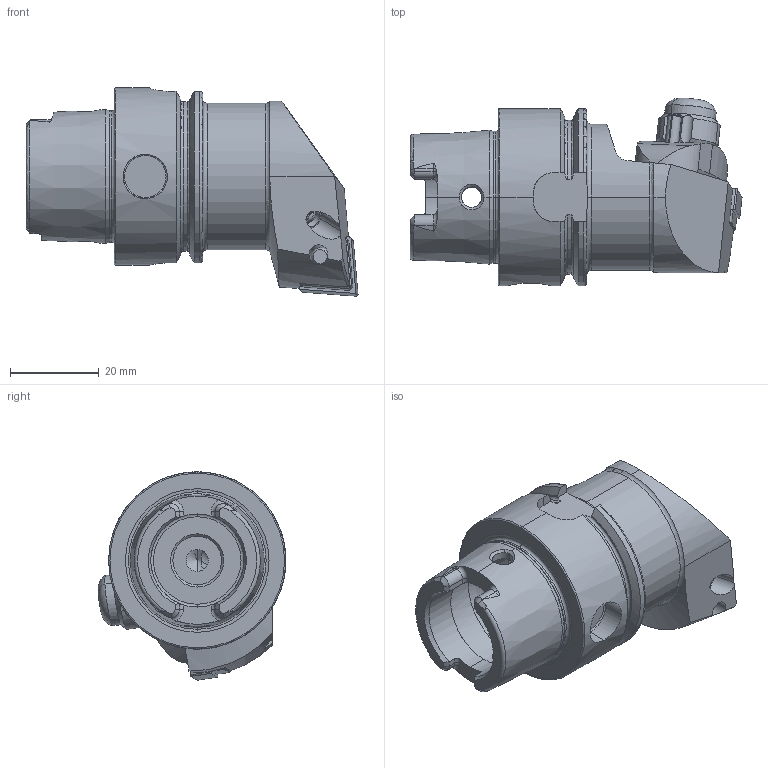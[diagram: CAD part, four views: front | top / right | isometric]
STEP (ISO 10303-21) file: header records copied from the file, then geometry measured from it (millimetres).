
FILE_DESCRIPTION (( 'STEP AP203' ), '1' );
FILE_NAME ('HA4.KCD.RLA.055.STEP', '2018-02-12T15:44:05', ( 'SWIAdmin' ), ( 'Hewlett-Packard Company' ), 'SwSTEP 2.0', 'SolidWorks 2017', '' );
FILE_SCHEMA (( 'CONFIG_CONTROL_DESIGN' ));
Length unit declared in the file: millimetre
Products named in the file (11): CNMG120404; WCC-ER3.102.024_C; WCC-ER4.103.032_A; WCC-ER5.102.005_A; WCC-ER5.102.012_B; KVT_MB_600_050; HA4-KCD.RLA.055_B_Fertigbearbeitung; WCD-ER2.101.003_A; ISO 13337 - 3 x 12_PreviewCfg; WCC-ER2.001.010_A; HA4.KCD.RLA.055
Assembly tree (10 placements, depth 2):
  HA4.KCD.RLA.055
    HA4-KCD.RLA.055_B_Fertigbearbeitung
    WCD-ER2.101.003_A
    WCC-ER2.001.010_A
    CNMG120404
    WCC-ER3.102.024_C
    WCC-ER4.103.032_A
    WCC-ER5.102.005_A
    WCC-ER5.102.012_B
    KVT_MB_600_050
    ISO 13337 - 3 x 12_PreviewCfg
Bounding box: 74.9 x 42.36 x 47 mm (x, y, z)
Volume: 48255 mm3; surface area: 18791 mm2
Topology: 11 solids, 11 shells, 471 faces, 1189 edges, 725 vertices
Faces by surface type: cylinder 155, plane 124, cone 110, torus 63, bspline 17, sphere 2
Entity records: 17209 total; most frequent: CARTESIAN_POINT 5087, ORIENTED_EDGE 2340, DIRECTION 2288, EDGE_CURVE 1170, AXIS2_PLACEMENT_3D 920, VERTEX_POINT 722, EDGE_LOOP 498, FACE_OUTER_BOUND 471
